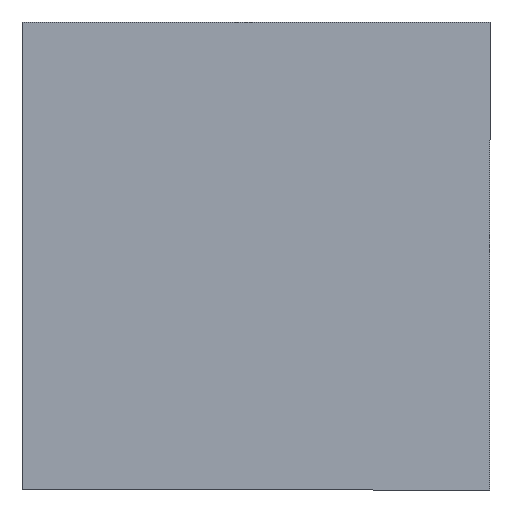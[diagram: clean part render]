
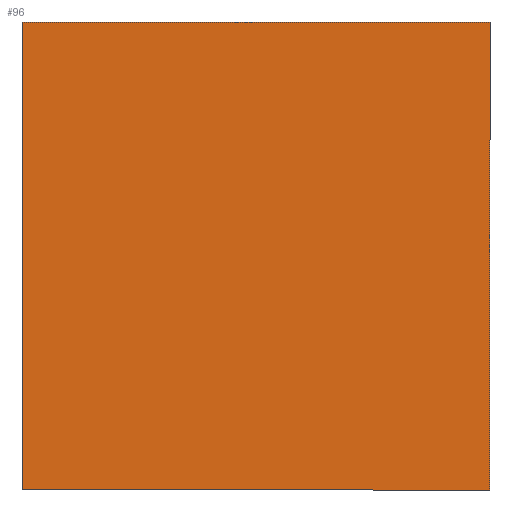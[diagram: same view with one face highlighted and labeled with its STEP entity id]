
A CAD part, front view. The second image highlights one B-rep face of the part: STEP entity #96.
In plain terms, the highlighted planar face has unit normal (0, -1, 0).
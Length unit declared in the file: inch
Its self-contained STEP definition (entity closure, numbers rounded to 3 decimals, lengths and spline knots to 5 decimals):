
#29 = PLANE ( 'NONE',  #73 ) ;
#30 = CARTESIAN_POINT ( 'NONE',  ( 0., 0., 0. ) ) ;
#31 = DIRECTION ( 'NONE',  ( 0., -1., 0. ) ) ;
#32 = DIRECTION ( 'NONE',  ( 0., 0., -1. ) ) ;
#33 = LINE ( 'NONE', #34, #102 ) ;
#34 = CARTESIAN_POINT ( 'NONE',  ( 1., 0., -1. ) ) ;
#35 = DIRECTION ( 'NONE',  ( 0., 0., -1. ) ) ;
#36 = CARTESIAN_POINT ( 'NONE',  ( 0., 0., 0. ) ) ;
#59 = CARTESIAN_POINT ( 'NONE',  ( 1., 0., 0. ) ) ;
#62 = CARTESIAN_POINT ( 'NONE',  ( 1., 0., -1. ) ) ;
#64 = CARTESIAN_POINT ( 'NONE',  ( 0., 0., -1. ) ) ;
#73 = AXIS2_PLACEMENT_3D ( 'NONE', #30, #31, #32 ) ;
#81 = EDGE_CURVE ( 'NONE', #186, #187, #144, .T. ) ;
#85 = EDGE_CURVE ( 'NONE', #192, #186, #148, .T. ) ;
#87 = EDGE_CURVE ( 'NONE', #190, #192, #154, .T. ) ;
#96 = ADVANCED_FACE ( 'NONE', ( #105 ), #29, .T. ) ;
#97 = EDGE_CURVE ( 'NONE', #187, #190, #33, .T. ) ;
#102 = VECTOR ( 'NONE', #35, 39.37008 ) ;
#105 = FACE_OUTER_BOUND ( 'NONE', #143, .T. ) ;
#134 = VECTOR ( 'NONE', #146, 39.37008 ) ;
#135 = VECTOR ( 'NONE', #150, 39.37008 ) ;
#138 = VECTOR ( 'NONE', #156, 39.37008 ) ;
#143 = EDGE_LOOP ( 'NONE', ( #204, #205, #206, #203 ) ) ;
#144 = LINE ( 'NONE', #145, #134 ) ;
#145 = CARTESIAN_POINT ( 'NONE',  ( 1., 0., 0. ) ) ;
#146 = DIRECTION ( 'NONE',  ( 1., 0., 0. ) ) ;
#148 = LINE ( 'NONE', #149, #135 ) ;
#149 = CARTESIAN_POINT ( 'NONE',  ( 0., 0., 0. ) ) ;
#150 = DIRECTION ( 'NONE',  ( 0., 0., 1. ) ) ;
#154 = LINE ( 'NONE', #155, #138 ) ;
#155 = CARTESIAN_POINT ( 'NONE',  ( 0., 0., -1. ) ) ;
#156 = DIRECTION ( 'NONE',  ( -1., 0., 0. ) ) ;
#186 = VERTEX_POINT ( 'NONE', #36 ) ;
#187 = VERTEX_POINT ( 'NONE', #59 ) ;
#190 = VERTEX_POINT ( 'NONE', #62 ) ;
#192 = VERTEX_POINT ( 'NONE', #64 ) ;
#203 = ORIENTED_EDGE ( 'NONE', *, *, #97, .F. ) ;
#204 = ORIENTED_EDGE ( 'NONE', *, *, #81, .F. ) ;
#205 = ORIENTED_EDGE ( 'NONE', *, *, #85, .F. ) ;
#206 = ORIENTED_EDGE ( 'NONE', *, *, #87, .F. ) ;
